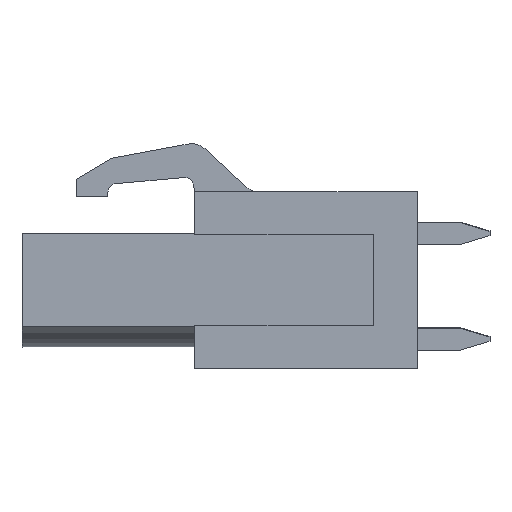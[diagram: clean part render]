
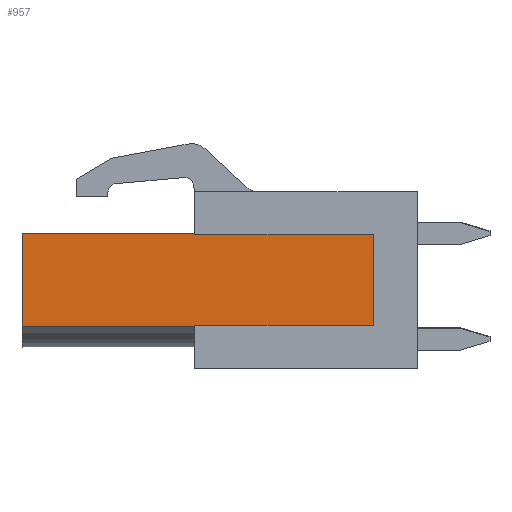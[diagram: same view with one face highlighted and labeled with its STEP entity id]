
A CAD part, front view. The second image highlights one B-rep face of the part: STEP entity #957.
In plain terms, the highlighted planar face has unit normal (0, -1, 0).
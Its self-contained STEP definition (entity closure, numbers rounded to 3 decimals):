
#957 = ADVANCED_FACE( '', ( #2008 ), #2009, .F. );
#2008 = FACE_OUTER_BOUND( '', #3554, .T. );
#2009 = PLANE( '', #3555 );
#3554 = EDGE_LOOP( '', ( #6413, #6414, #6415, #6416, #6417, #6418, #6419, #6420 ) );
#3555 = AXIS2_PLACEMENT_3D( '', #6421, #6422, #6423 );
#6413 = ORIENTED_EDGE( '', *, *, #8358, .F. );
#6414 = ORIENTED_EDGE( '', *, *, #7709, .T. );
#6415 = ORIENTED_EDGE( '', *, *, #8034, .F. );
#6416 = ORIENTED_EDGE( '', *, *, #7652, .F. );
#6417 = ORIENTED_EDGE( '', *, *, #8379, .T. );
#6418 = ORIENTED_EDGE( '', *, *, #7898, .T. );
#6419 = ORIENTED_EDGE( '', *, *, #8305, .F. );
#6420 = ORIENTED_EDGE( '', *, *, #7761, .T. );
#6421 = CARTESIAN_POINT( '', ( -1.2, 1., 4.25 ) );
#6422 = DIRECTION( '', ( 0., 1., 0. ) );
#6423 = DIRECTION( '', ( 0., 0., 1. ) );
#7652 = EDGE_CURVE( '', #9205, #9207, #9208, .T. );
#7709 = EDGE_CURVE( '', #9301, #9299, #9302, .T. );
#7761 = EDGE_CURVE( '', #9389, #9387, #9390, .T. );
#7898 = EDGE_CURVE( '', #9600, #9598, #9601, .T. );
#8034 = EDGE_CURVE( '', #9207, #9299, #9785, .T. );
#8305 = EDGE_CURVE( '', #9389, #9598, #10152, .T. );
#8358 = EDGE_CURVE( '', #9301, #9387, #10213, .T. );
#8379 = EDGE_CURVE( '', #9205, #9600, #10236, .T. );
#9205 = VERTEX_POINT( '', #11341 );
#9207 = VERTEX_POINT( '', #11344 );
#9208 = LINE( '', #11345, #11346 );
#9299 = VERTEX_POINT( '', #11482 );
#9301 = VERTEX_POINT( '', #11485 );
#9302 = LINE( '', #11486, #11487 );
#9387 = VERTEX_POINT( '', #11602 );
#9389 = VERTEX_POINT( '', #11605 );
#9390 = LINE( '', #11606, #11607 );
#9598 = VERTEX_POINT( '', #11908 );
#9600 = VERTEX_POINT( '', #11911 );
#9601 = LINE( '', #11912, #11913 );
#9785 = LINE( '', #12202, #12203 );
#10152 = LINE( '', #12754, #12755 );
#10213 = LINE( '', #12838, #12839 );
#10236 = LINE( '', #12872, #12873 );
#11341 = CARTESIAN_POINT( '', ( 7.4, 1., 2.65 ) );
#11344 = CARTESIAN_POINT( '', ( 7.4, 1., -2.65 ) );
#11345 = CARTESIAN_POINT( '', ( 7.4, 1., 2.65 ) );
#11346 = VECTOR( '', #13515, 1000. );
#11482 = CARTESIAN_POINT( '', ( -1.2, 1., -2.65 ) );
#11485 = CARTESIAN_POINT( '', ( -1.2, 1., -2.25 ) );
#11486 = CARTESIAN_POINT( '', ( -1.2, 1., 2.65 ) );
#11487 = VECTOR( '', #13574, 1000. );
#11602 = CARTESIAN_POINT( '', ( -9.5, 1., -2.25 ) );
#11605 = CARTESIAN_POINT( '', ( -9.5, 1., 2.25 ) );
#11606 = CARTESIAN_POINT( '', ( -9.5, 1., 4.25 ) );
#11607 = VECTOR( '', #13642, 1000. );
#11908 = CARTESIAN_POINT( '', ( -1.2, 1., 2.25 ) );
#11911 = CARTESIAN_POINT( '', ( -1.2, 1., 2.65 ) );
#11912 = CARTESIAN_POINT( '', ( -1.2, 1., 2.65 ) );
#11913 = VECTOR( '', #13788, 1000. );
#12202 = CARTESIAN_POINT( '', ( 7.4, 1., -2.65 ) );
#12203 = VECTOR( '', #13911, 1000. );
#12754 = CARTESIAN_POINT( '', ( -1.2, 1., 2.25 ) );
#12755 = VECTOR( '', #14136, 1000. );
#12838 = CARTESIAN_POINT( '', ( -1.2, 1., -2.25 ) );
#12839 = VECTOR( '', #14183, 1000. );
#12872 = CARTESIAN_POINT( '', ( 7.4, 1., 2.65 ) );
#12873 = VECTOR( '', #14197, 1000. );
#13515 = DIRECTION( '', ( 0., 0., -1. ) );
#13574 = DIRECTION( '', ( 0., 0., -1. ) );
#13642 = DIRECTION( '', ( 0., 0., -1. ) );
#13788 = DIRECTION( '', ( 0., 0., -1. ) );
#13911 = DIRECTION( '', ( -1., 0., 0. ) );
#14136 = DIRECTION( '', ( 1., 0., 0. ) );
#14183 = DIRECTION( '', ( -1., 0., 0. ) );
#14197 = DIRECTION( '', ( -1., 0., 0. ) );
